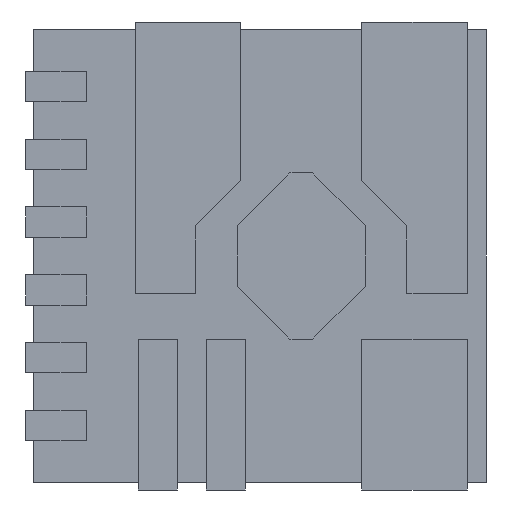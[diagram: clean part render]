
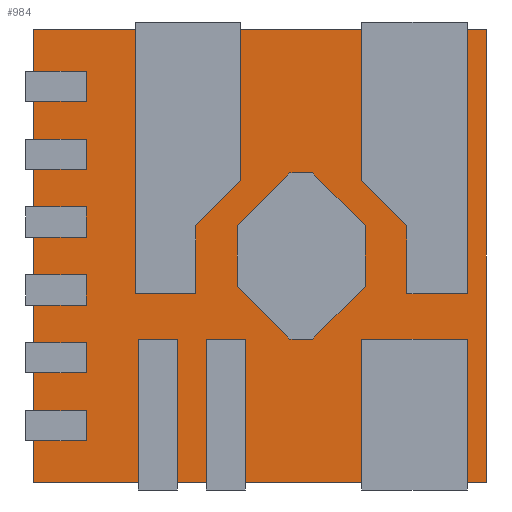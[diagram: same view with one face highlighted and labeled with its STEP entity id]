
A CAD part, left-side view. The second image highlights one B-rep face of the part: STEP entity #984.
In plain terms, the highlighted planar face has unit normal (-1, 0, 0).
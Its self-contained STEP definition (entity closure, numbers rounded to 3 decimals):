
#65 = EDGE_CURVE ( 'NONE', #1899, #897, #1397, .T. ) ;
#131 = ORIENTED_EDGE ( 'NONE', *, *, #244, .F. ) ;
#169 = CARTESIAN_POINT ( 'NONE',  ( 0.05, -1.5, 1.5 ) ) ;
#199 = CARTESIAN_POINT ( 'NONE',  ( 0.05, 1.5, -1.5 ) ) ;
#204 = CARTESIAN_POINT ( 'NONE',  ( 0.05, 0., 0. ) ) ;
#244 = EDGE_CURVE ( 'NONE', #1566, #2560, #1396, .T. ) ;
#263 = DIRECTION ( 'NONE',  ( 0., 0., 1. ) ) ;
#370 = EDGE_LOOP ( 'NONE', ( #2505, #131, #2369, #780 ) ) ;
#417 = CARTESIAN_POINT ( 'NONE',  ( 0.05, -1.5, 1.5 ) ) ;
#460 = EDGE_CURVE ( 'NONE', #2560, #1899, #2364, .T. ) ;
#618 = CARTESIAN_POINT ( 'NONE',  ( 0.05, 1.5, 1.5 ) ) ;
#664 = DIRECTION ( 'NONE',  ( 0., 0., -1. ) ) ;
#682 = VECTOR ( 'NONE', #664, 1000. ) ;
#780 = ORIENTED_EDGE ( 'NONE', *, *, #65, .F. ) ;
#793 = DIRECTION ( 'NONE',  ( 0., 0., -1. ) ) ;
#801 = VECTOR ( 'NONE', #1786, 1000. ) ;
#844 = AXIS2_PLACEMENT_3D ( 'NONE', #204, #2448, #793 ) ;
#897 = VERTEX_POINT ( 'NONE', #2595 ) ;
#984 = ADVANCED_FACE ( 'NONE', ( #1491 ), #2210, .F. ) ;
#1396 = LINE ( 'NONE', #618, #2587 ) ;
#1397 = LINE ( 'NONE', #417, #682 ) ;
#1491 = FACE_OUTER_BOUND ( 'NONE', #370, .T. ) ;
#1566 = VERTEX_POINT ( 'NONE', #199 ) ;
#1573 = CARTESIAN_POINT ( 'NONE',  ( 0.05, 1.5, 1.5 ) ) ;
#1703 = VECTOR ( 'NONE', #2320, 1000. ) ;
#1786 = DIRECTION ( 'NONE',  ( 0., -1., 0. ) ) ;
#1899 = VERTEX_POINT ( 'NONE', #169 ) ;
#1936 = CARTESIAN_POINT ( 'NONE',  ( 0.05, 1.5, -1.5 ) ) ;
#2210 = PLANE ( 'NONE',  #844 ) ;
#2252 = EDGE_CURVE ( 'NONE', #897, #1566, #2386, .T. ) ;
#2320 = DIRECTION ( 'NONE',  ( 0., 1., 0. ) ) ;
#2364 = LINE ( 'NONE', #1573, #801 ) ;
#2369 = ORIENTED_EDGE ( 'NONE', *, *, #2252, .F. ) ;
#2386 = LINE ( 'NONE', #1936, #1703 ) ;
#2411 = CARTESIAN_POINT ( 'NONE',  ( 0.05, 1.5, 1.5 ) ) ;
#2448 = DIRECTION ( 'NONE',  ( 1., 0., 0. ) ) ;
#2505 = ORIENTED_EDGE ( 'NONE', *, *, #460, .F. ) ;
#2560 = VERTEX_POINT ( 'NONE', #2411 ) ;
#2587 = VECTOR ( 'NONE', #263, 1000. ) ;
#2595 = CARTESIAN_POINT ( 'NONE',  ( 0.05, -1.5, -1.5 ) ) ;
